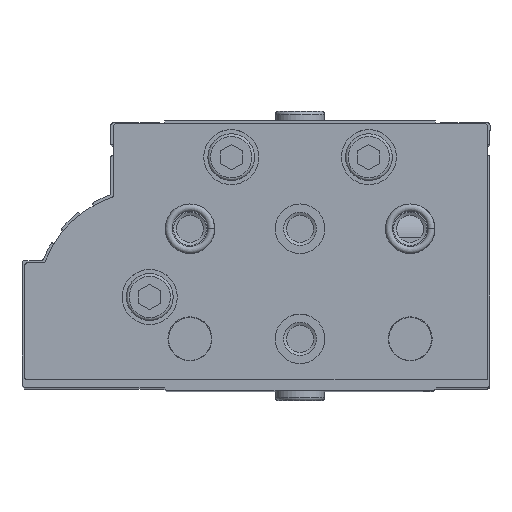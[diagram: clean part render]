
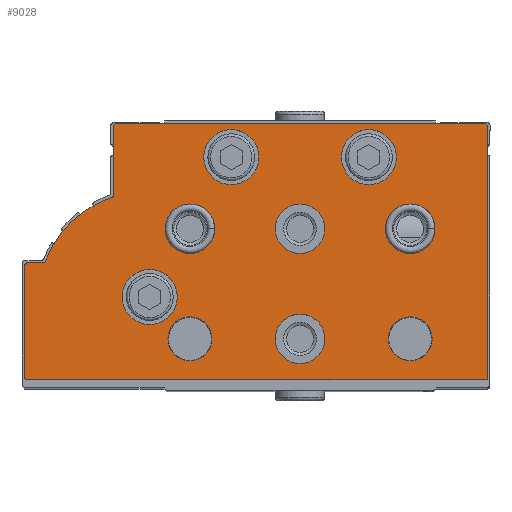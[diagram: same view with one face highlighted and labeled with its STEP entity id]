
A CAD part, top view. The second image highlights one B-rep face of the part: STEP entity #9028.
In plain terms, the highlighted face is planar.
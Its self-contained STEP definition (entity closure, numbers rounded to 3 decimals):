
#922=LINE('',#15288,#1643);
#924=LINE('',#15292,#1645);
#927=LINE('',#15300,#1648);
#930=LINE('',#15308,#1651);
#935=LINE('',#15324,#1656);
#938=LINE('',#15332,#1659);
#1643=VECTOR('',#12379,1000.);
#1645=VECTOR('',#12383,1000.);
#1648=VECTOR('',#12392,1000.);
#1651=VECTOR('',#12401,1000.);
#1656=VECTOR('',#12420,1000.);
#1659=VECTOR('',#12429,1000.);
#3546=ORIENTED_EDGE('',*,*,#5186,.T.);
#3547=ORIENTED_EDGE('',*,*,#5187,.T.);
#3548=ORIENTED_EDGE('',*,*,#5188,.T.);
#3549=ORIENTED_EDGE('',*,*,#5189,.T.);
#3550=ORIENTED_EDGE('',*,*,#5190,.T.);
#3551=ORIENTED_EDGE('',*,*,#5191,.T.);
#3552=ORIENTED_EDGE('',*,*,#5192,.T.);
#3553=ORIENTED_EDGE('',*,*,#5193,.T.);
#3554=ORIENTED_EDGE('',*,*,#5194,.T.);
#3555=ORIENTED_EDGE('',*,*,#5159,.F.);
#3556=ORIENTED_EDGE('',*,*,#5184,.F.);
#3557=ORIENTED_EDGE('',*,*,#5182,.F.);
#3558=ORIENTED_EDGE('',*,*,#5180,.F.);
#3559=ORIENTED_EDGE('',*,*,#5178,.T.);
#3560=ORIENTED_EDGE('',*,*,#5176,.F.);
#3561=ORIENTED_EDGE('',*,*,#5174,.T.);
#3562=ORIENTED_EDGE('',*,*,#5172,.F.);
#3563=ORIENTED_EDGE('',*,*,#5170,.F.);
#3564=ORIENTED_EDGE('',*,*,#5168,.F.);
#3565=ORIENTED_EDGE('',*,*,#5166,.F.);
#3566=ORIENTED_EDGE('',*,*,#5164,.F.);
#3567=ORIENTED_EDGE('',*,*,#5162,.F.);
#5159=EDGE_CURVE('',#6157,#6158,#6687,.T.);
#5162=EDGE_CURVE('',#6158,#6159,#922,.T.);
#5164=EDGE_CURVE('',#6159,#6160,#924,.T.);
#5166=EDGE_CURVE('',#6160,#6161,#6688,.T.);
#5168=EDGE_CURVE('',#6161,#6162,#927,.T.);
#5170=EDGE_CURVE('',#6162,#6163,#6689,.T.);
#5172=EDGE_CURVE('',#6163,#6164,#930,.T.);
#5174=EDGE_CURVE('',#6165,#6164,#6690,.T.);
#5176=EDGE_CURVE('',#6165,#6166,#6691,.T.);
#5178=EDGE_CURVE('',#6167,#6166,#6692,.T.);
#5180=EDGE_CURVE('',#6167,#6168,#935,.T.);
#5182=EDGE_CURVE('',#6168,#6169,#6693,.T.);
#5184=EDGE_CURVE('',#6169,#6157,#938,.T.);
#5186=EDGE_CURVE('',#6170,#6170,#6694,.T.);
#5187=EDGE_CURVE('',#6171,#6171,#6695,.T.);
#5188=EDGE_CURVE('',#6172,#6172,#6696,.T.);
#5189=EDGE_CURVE('',#6173,#6173,#6697,.T.);
#5190=EDGE_CURVE('',#6174,#6174,#6698,.T.);
#5191=EDGE_CURVE('',#6175,#6175,#6699,.T.);
#5192=EDGE_CURVE('',#6176,#6176,#6700,.T.);
#5193=EDGE_CURVE('',#6177,#6177,#6701,.T.);
#5194=EDGE_CURVE('',#6178,#6178,#6702,.T.);
#6157=VERTEX_POINT('',#15283);
#6158=VERTEX_POINT('',#15284);
#6159=VERTEX_POINT('',#15289);
#6160=VERTEX_POINT('',#15293);
#6161=VERTEX_POINT('',#15297);
#6162=VERTEX_POINT('',#15301);
#6163=VERTEX_POINT('',#15305);
#6164=VERTEX_POINT('',#15309);
#6165=VERTEX_POINT('',#15313);
#6166=VERTEX_POINT('',#15317);
#6167=VERTEX_POINT('',#15321);
#6168=VERTEX_POINT('',#15325);
#6169=VERTEX_POINT('',#15329);
#6170=VERTEX_POINT('',#15336);
#6171=VERTEX_POINT('',#15338);
#6172=VERTEX_POINT('',#15340);
#6173=VERTEX_POINT('',#15342);
#6174=VERTEX_POINT('',#15344);
#6175=VERTEX_POINT('',#15346);
#6176=VERTEX_POINT('',#15348);
#6177=VERTEX_POINT('',#15350);
#6178=VERTEX_POINT('',#15352);
#6687=CIRCLE('',#10121,0.5);
#6688=CIRCLE('',#10125,0.5);
#6689=CIRCLE('',#10128,0.5);
#6690=CIRCLE('',#10131,0.5);
#6691=CIRCLE('',#10133,19.5);
#6692=CIRCLE('',#10135,0.5);
#6693=CIRCLE('',#10138,0.5);
#6694=CIRCLE('',#10141,5.);
#6695=CIRCLE('',#10142,5.);
#6696=CIRCLE('',#10143,5.);
#6697=CIRCLE('',#10144,4.5);
#6698=CIRCLE('',#10145,4.5);
#6699=CIRCLE('',#10146,4.5);
#6700=CIRCLE('',#10147,4.5);
#6701=CIRCLE('',#10148,4.);
#6702=CIRCLE('',#10149,4.);
#7306=EDGE_LOOP('',(#3546));
#7307=EDGE_LOOP('',(#3547));
#7308=EDGE_LOOP('',(#3548));
#7309=EDGE_LOOP('',(#3549));
#7310=EDGE_LOOP('',(#3550));
#7311=EDGE_LOOP('',(#3551));
#7312=EDGE_LOOP('',(#3552));
#7313=EDGE_LOOP('',(#3553));
#7314=EDGE_LOOP('',(#3554));
#7315=EDGE_LOOP('',(#3555,#3556,#3557,#3558,#3559,#3560,#3561,#3562,#3563,
#3564,#3565,#3566,#3567));
#8092=FACE_BOUND('',#7306,.T.);
#8093=FACE_BOUND('',#7307,.T.);
#8094=FACE_BOUND('',#7308,.T.);
#8095=FACE_BOUND('',#7309,.T.);
#8096=FACE_BOUND('',#7310,.T.);
#8097=FACE_BOUND('',#7311,.T.);
#8098=FACE_BOUND('',#7312,.T.);
#8099=FACE_BOUND('',#7313,.T.);
#8100=FACE_BOUND('',#7314,.T.);
#8101=FACE_BOUND('',#7315,.T.);
#8578=PLANE('',#10140);
#9028=ADVANCED_FACE('',(#8092,#8093,#8094,#8095,#8096,#8097,#8098,#8099,
#8100,#8101),#8578,.F.);
#10121=AXIS2_PLACEMENT_3D('',#15282,#12373,#12374);
#10125=AXIS2_PLACEMENT_3D('',#15296,#12387,#12388);
#10128=AXIS2_PLACEMENT_3D('',#15304,#12396,#12397);
#10131=AXIS2_PLACEMENT_3D('',#15312,#12405,#12406);
#10133=AXIS2_PLACEMENT_3D('',#15316,#12410,#12411);
#10135=AXIS2_PLACEMENT_3D('',#15320,#12415,#12416);
#10138=AXIS2_PLACEMENT_3D('',#15328,#12424,#12425);
#10140=AXIS2_PLACEMENT_3D('',#15334,#12431,#12432);
#10141=AXIS2_PLACEMENT_3D('',#15335,#12433,#12434);
#10142=AXIS2_PLACEMENT_3D('',#15337,#12435,#12436);
#10143=AXIS2_PLACEMENT_3D('',#15339,#12437,#12438);
#10144=AXIS2_PLACEMENT_3D('',#15341,#12439,#12440);
#10145=AXIS2_PLACEMENT_3D('',#15343,#12441,#12442);
#10146=AXIS2_PLACEMENT_3D('',#15345,#12443,#12444);
#10147=AXIS2_PLACEMENT_3D('',#15347,#12445,#12446);
#10148=AXIS2_PLACEMENT_3D('',#15349,#12447,#12448);
#10149=AXIS2_PLACEMENT_3D('',#15351,#12449,#12450);
#12373=DIRECTION('',(0.,0.,1.));
#12374=DIRECTION('',(1.,0.,0.));
#12379=DIRECTION('',(0.,-1.,0.));
#12383=DIRECTION('',(1.,0.,0.));
#12387=DIRECTION('',(0.,0.,1.));
#12388=DIRECTION('',(1.,0.,0.));
#12392=DIRECTION('',(0.,1.,0.));
#12396=DIRECTION('',(0.,0.,1.));
#12397=DIRECTION('',(1.,0.,0.));
#12401=DIRECTION('',(-1.,0.,0.));
#12405=DIRECTION('',(0.,0.,1.));
#12406=DIRECTION('',(1.,0.,0.));
#12410=DIRECTION('',(0.,0.,1.));
#12411=DIRECTION('',(1.,0.,0.));
#12415=DIRECTION('',(0.,0.,1.));
#12416=DIRECTION('',(1.,0.,0.));
#12420=DIRECTION('',(0.,1.,0.));
#12424=DIRECTION('',(0.,0.,1.));
#12425=DIRECTION('',(1.,0.,0.));
#12429=DIRECTION('',(-1.,0.,0.));
#12431=DIRECTION('',(0.,0.,1.));
#12432=DIRECTION('',(1.,0.,0.));
#12433=DIRECTION('',(0.,0.,1.));
#12434=DIRECTION('',(1.,0.,0.));
#12435=DIRECTION('',(0.,0.,1.));
#12436=DIRECTION('',(1.,0.,0.));
#12437=DIRECTION('',(0.,0.,1.));
#12438=DIRECTION('',(1.,0.,0.));
#12439=DIRECTION('',(0.,0.,1.));
#12440=DIRECTION('',(1.,0.,0.));
#12441=DIRECTION('',(0.,0.,1.));
#12442=DIRECTION('',(1.,0.,0.));
#12443=DIRECTION('',(0.,0.,1.));
#12444=DIRECTION('',(1.,0.,0.));
#12445=DIRECTION('',(0.,0.,1.));
#12446=DIRECTION('',(1.,0.,0.));
#12447=DIRECTION('',(0.,0.,1.));
#12448=DIRECTION('',(1.,0.,0.));
#12449=DIRECTION('',(0.,0.,1.));
#12450=DIRECTION('',(1.,0.,0.));
#15282=CARTESIAN_POINT('',(0.5,46.,0.));
#15283=CARTESIAN_POINT('',(0.5,46.5,0.));
#15284=CARTESIAN_POINT('',(0.,46.,0.));
#15288=CARTESIAN_POINT('',(0.,46.,0.));
#15289=CARTESIAN_POINT('',(0.,0.,0.));
#15292=CARTESIAN_POINT('',(0.,0.,0.));
#15293=CARTESIAN_POINT('',(83.5,0.,0.));
#15296=CARTESIAN_POINT('',(83.5,0.5,0.));
#15297=CARTESIAN_POINT('',(84.,0.5,0.));
#15300=CARTESIAN_POINT('',(84.,0.5,0.));
#15301=CARTESIAN_POINT('',(84.,20.7,0.));
#15304=CARTESIAN_POINT('',(83.5,20.7,0.));
#15305=CARTESIAN_POINT('',(83.5,21.2,0.));
#15308=CARTESIAN_POINT('',(83.5,21.2,0.));
#15309=CARTESIAN_POINT('',(80.697,21.2,0.));
#15312=CARTESIAN_POINT('',(80.697,21.7,0.));
#15313=CARTESIAN_POINT('',(80.23,21.523,0.));
#15316=CARTESIAN_POINT('',(62.,14.6,0.));
#15317=CARTESIAN_POINT('',(68.191,33.091,0.));
#15320=CARTESIAN_POINT('',(68.35,33.565,0.));
#15321=CARTESIAN_POINT('',(67.85,33.565,0.));
#15324=CARTESIAN_POINT('',(67.85,33.565,0.));
#15325=CARTESIAN_POINT('',(67.85,46.,0.));
#15328=CARTESIAN_POINT('',(67.35,46.,0.));
#15329=CARTESIAN_POINT('',(67.35,46.5,0.));
#15332=CARTESIAN_POINT('',(67.35,46.5,0.));
#15334=CARTESIAN_POINT('',(0.5,46.,0.));
#15335=CARTESIAN_POINT('',(61.3,15.,0.));
#15336=CARTESIAN_POINT('',(66.3,15.,0.));
#15337=CARTESIAN_POINT('',(46.5,40.4,0.));
#15338=CARTESIAN_POINT('',(51.5,40.4,0.));
#15339=CARTESIAN_POINT('',(21.5,40.4,0.));
#15340=CARTESIAN_POINT('',(26.5,40.4,0.));
#15341=CARTESIAN_POINT('',(54.,27.4,0.));
#15342=CARTESIAN_POINT('',(58.5,27.4,0.));
#15343=CARTESIAN_POINT('',(34.,27.4,0.));
#15344=CARTESIAN_POINT('',(38.5,27.4,0.));
#15345=CARTESIAN_POINT('',(14.,27.4,0.));
#15346=CARTESIAN_POINT('',(18.5,27.4,0.));
#15347=CARTESIAN_POINT('',(34.,7.4,0.));
#15348=CARTESIAN_POINT('',(38.5,7.4,0.));
#15349=CARTESIAN_POINT('',(54.,7.4,0.));
#15350=CARTESIAN_POINT('',(58.,7.4,0.));
#15351=CARTESIAN_POINT('',(14.,7.4,0.));
#15352=CARTESIAN_POINT('',(18.,7.4,0.));
